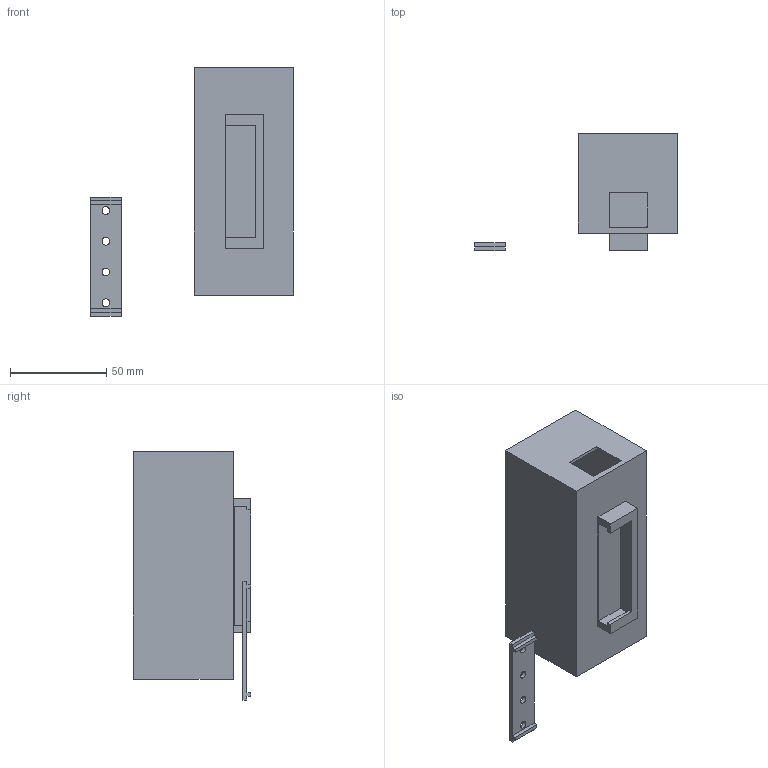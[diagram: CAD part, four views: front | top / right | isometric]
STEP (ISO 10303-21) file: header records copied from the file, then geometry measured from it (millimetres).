
FILE_DESCRIPTION(/* description */ (''),/* implementation_level */ '2;1');
FILE_NAME(/* name */ 'Robotics Battery Holder.step',/* time_stamp */ '2018-12-22T13:20:35-05:00',/* author */ (''),/* organization */ (''),/* preprocessor_version */ 'ST-DEVELOPER v17.2',/* originating_system */ 'Autodesk Translation Framework v7.6.0.251',/* authorisation */ '');
FILE_SCHEMA (('AUTOMOTIVE_DESIGN { 1 0 10303 214 3 1 1 }'));
Length unit declared in the file: millimetre
Products named in the file (1): FusionComponent
Bounding box: 105.63 x 61 x 129.3 mm (x, y, z)
Volume: 74510.2 mm3; surface area: 47408.1 mm2
Topology: 2 solids, 2 shells, 63 faces, 175 edges, 116 vertices
Faces by surface type: plane 47, bspline 12, cylinder 4
Full cylindrical faces by diameter (mm): 4.017 x4
Entity records: 2366 total; most frequent: CARTESIAN_POINT 706, ORIENTED_EDGE 348, DIRECTION 282, EDGE_CURVE 174, LINE 138, VECTOR 138, VERTEX_POINT 116, EDGE_LOOP 74
